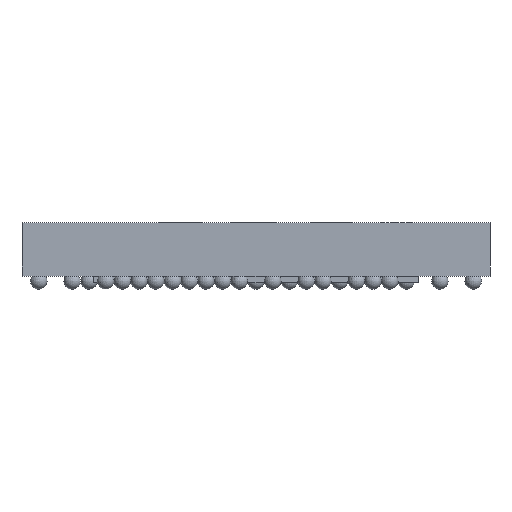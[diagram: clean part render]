
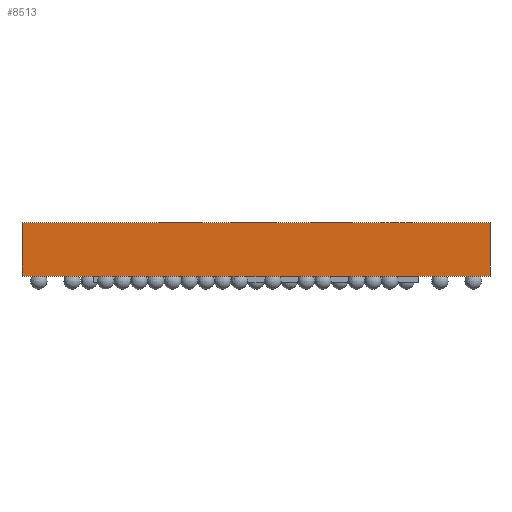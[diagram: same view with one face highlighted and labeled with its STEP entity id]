
A CAD part, front view. The second image highlights one B-rep face of the part: STEP entity #8513.
In plain terms, the highlighted planar face has unit normal (0, -1, 0).
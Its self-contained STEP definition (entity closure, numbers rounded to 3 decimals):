
#1497=FACE_OUTER_BOUND('',#2004,.T.);
#2004=EDGE_LOOP('',(#7581,#7582,#7583,#7584));
#2666=LINE('',#16643,#3281);
#2669=LINE('',#16659,#3284);
#2672=LINE('',#16664,#3287);
#2673=LINE('',#16665,#3288);
#3281=VECTOR('',#9804,1000.);
#3284=VECTOR('',#9827,1000.);
#3287=VECTOR('',#9832,1000.);
#3288=VECTOR('',#9833,1000.);
#4061=VERTEX_POINT('',#16640);
#4062=VERTEX_POINT('',#16642);
#4064=VERTEX_POINT('',#16656);
#4065=VERTEX_POINT('',#16658);
#5305=EDGE_CURVE('',#4061,#4062,#2666,.T.);
#5308=EDGE_CURVE('',#4064,#4065,#2669,.T.);
#5311=EDGE_CURVE('',#4062,#4064,#2672,.T.);
#5312=EDGE_CURVE('',#4065,#4061,#2673,.T.);
#7581=ORIENTED_EDGE('',*,*,#5311,.F.);
#7582=ORIENTED_EDGE('',*,*,#5305,.F.);
#7583=ORIENTED_EDGE('',*,*,#5312,.F.);
#7584=ORIENTED_EDGE('',*,*,#5308,.F.);
#7913=PLANE('',#8768);
#8513=ADVANCED_FACE('',(#1497),#7913,.F.);
#8768=AXIS2_PLACEMENT_3D('',#16663,#9830,#9831);
#9804=DIRECTION('',(1.,0.,0.));
#9827=DIRECTION('',(-1.,0.,0.));
#9830=DIRECTION('center_axis',(0.,1.,0.));
#9831=DIRECTION('ref_axis',(-1.,0.,0.));
#9832=DIRECTION('',(0.,0.,-1.));
#9833=DIRECTION('',(0.,0.,1.));
#16640=CARTESIAN_POINT('',(-3.5,-3.5,1.));
#16642=CARTESIAN_POINT('',(3.5,-3.5,1.));
#16643=CARTESIAN_POINT('',(-3.5,-3.5,1.));
#16656=CARTESIAN_POINT('',(3.5,-3.5,0.2));
#16658=CARTESIAN_POINT('',(-3.5,-3.5,0.2));
#16659=CARTESIAN_POINT('',(-3.5,-3.5,0.2));
#16663=CARTESIAN_POINT('Origin',(-3.5,-3.5,0.2));
#16664=CARTESIAN_POINT('',(3.5,-3.5,0.2));
#16665=CARTESIAN_POINT('',(-3.5,-3.5,0.2));
